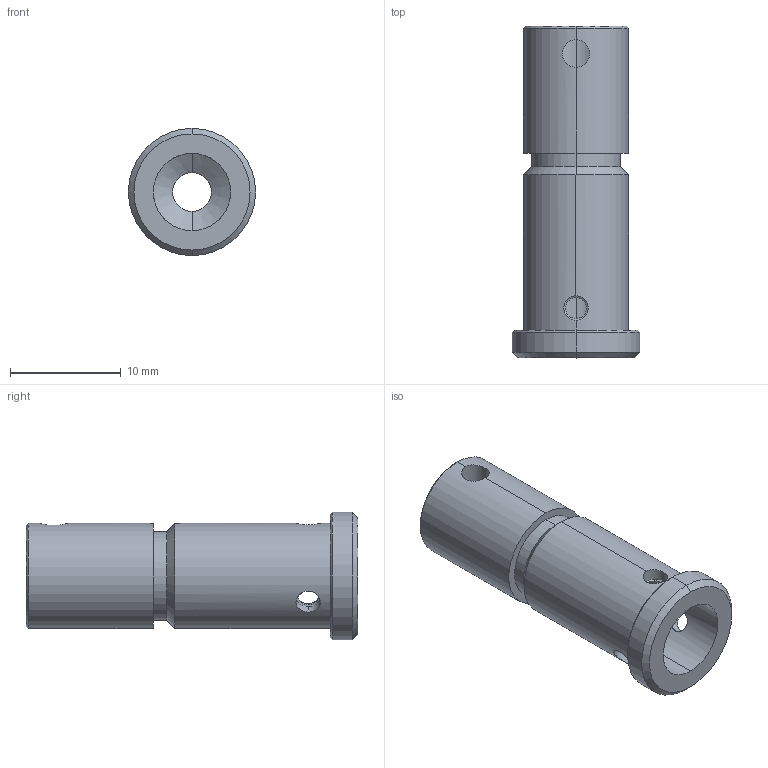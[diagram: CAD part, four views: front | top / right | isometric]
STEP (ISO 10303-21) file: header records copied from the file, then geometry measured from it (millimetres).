
FILE_DESCRIPTION (( 'STEP AP214' ), '1' );
FILE_NAME ('Juki Holder for NEMA8 Drilled.STEP', '2016-04-28T02:39:36', ( '' ), ( '' ), 'SwSTEP 2.0', 'SolidWorks 2015', '' );
FILE_SCHEMA (( 'AUTOMOTIVE_DESIGN' ));
Length unit declared in the file: millimetre
Products named in the file (1): Juki Holder for NEMA8 Drilled
Bounding box: 11.5 x 30 x 11.5 mm (x, y, z)
Volume: 1534.6 mm3; surface area: 1563.2 mm2
Topology: 1 solids, 1 shells, 49 faces, 118 edges, 70 vertices
Faces by surface type: cylinder 28, cone 16, plane 5
Entity records: 1736 total; most frequent: CARTESIAN_POINT 536, DIRECTION 240, ORIENTED_EDGE 236, EDGE_CURVE 118, AXIS2_PLACEMENT_3D 96, VERTEX_POINT 70, EDGE_LOOP 58, FACE_OUTER_BOUND 49
